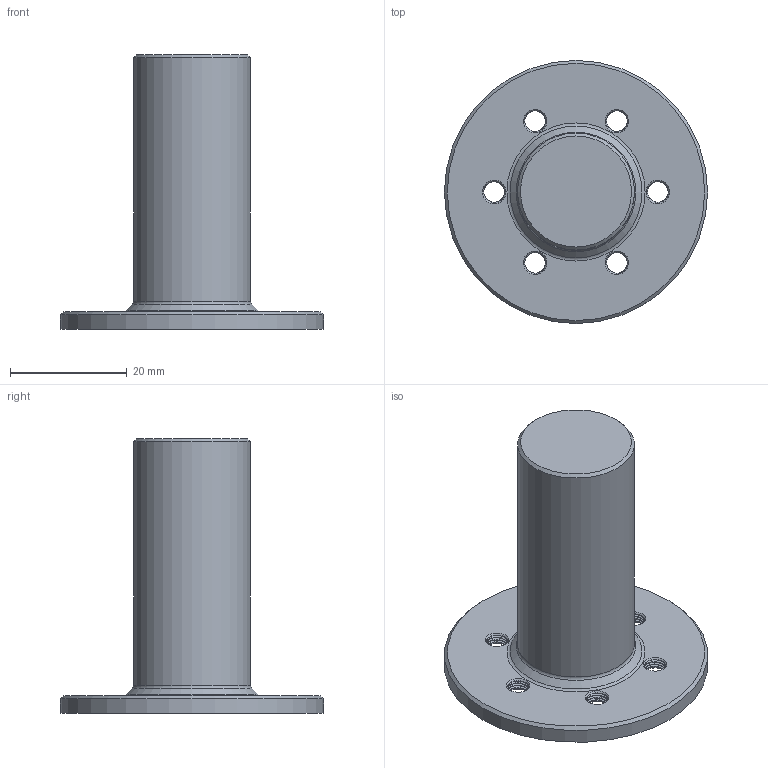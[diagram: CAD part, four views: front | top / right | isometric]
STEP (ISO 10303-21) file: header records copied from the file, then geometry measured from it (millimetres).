
FILE_DESCRIPTION(/* description */ (''),/* implementation_level */ '2;1');
FILE_NAME(/* name */ 'Motor_Shaft v1.step',/* time_stamp */ '2024-11-15T09:13:28+11:00',/* author */ (''),/* organization */ (''),/* preprocessor_version */ 'ST-DEVELOPER v20',/* originating_system */ 'Autodesk Translation Framework v13.20.0.188',/* authorisation */ '');
FILE_SCHEMA (('AUTOMOTIVE_DESIGN { 1 0 10303 214 3 1 1 }'));
Length unit declared in the file: millimetre
Products named in the file (1): Motor_Shaft v1
Bounding box: 45 x 45 x 47 mm (x, y, z)
Volume: 17681.6 mm3; surface area: 6426.6 mm2
Topology: 1 solids, 1 shells, 104 faces, 270 edges, 170 vertices
Faces by surface type: cylinder 57, plane 16, cone 16, bspline 12, torus 3
Full cylindrical faces by diameter (mm): 3.529 x6, 20 x1, 36 x1, 45 x1
Entity records: 7396 total; most frequent: CARTESIAN_POINT 5033, ORIENTED_EDGE 540, DIRECTION 401, EDGE_CURVE 270, VERTEX_POINT 170, AXIS2_PLACEMENT_3D 170, B_SPLINE_CURVE_WITH_KNOTS 132, EDGE_LOOP 118
